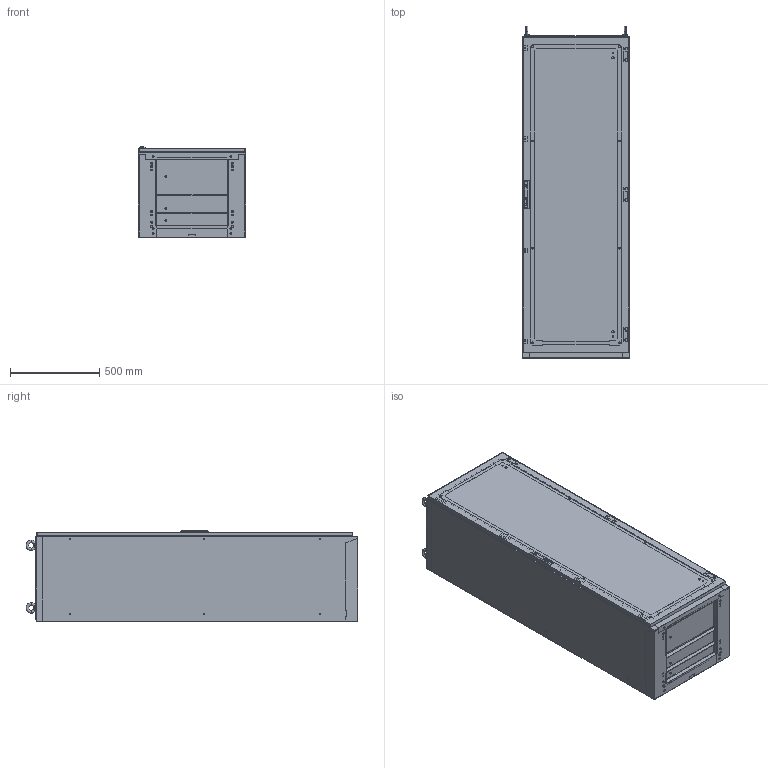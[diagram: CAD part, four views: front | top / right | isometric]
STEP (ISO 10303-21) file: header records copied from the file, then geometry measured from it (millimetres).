
FILE_DESCRIPTION (( 'STEP AP214' ), '1' );
FILE_NAME ('0390-6018-50-07.step', '2022-07-28T11:16:22', ( '' ), ( '' ), 'SwSTEP 2.0', 'SolidWorks 2019', '' );
FILE_SCHEMA (( 'AUTOMOTIVE_DESIGN' ));
Length unit declared in the file: millimetre
Products named in the file (5): Dachplatte_ss_0390-6000-50-07; Bodenplattensatz_s_0396-6000-50-03; TuerR_s_0395-6018-00-97; 0390-6018-50-07; Korpus_ss_6018-50
Assembly tree (4 placements, depth 2):
  0390-6018-50-07
    Korpus_ss_6018-50
    TuerR_s_0395-6018-00-97
    Dachplatte_ss_0390-6000-50-07
    Bodenplattensatz_s_0396-6000-50-03
Bounding box: 600 x 1857.99 x 507.5 mm (x, y, z)
Volume: 10319587 mm3; surface area: 11341283.4 mm2
Topology: 38 solids, 38 shells, 4062 faces, 10689 edges, 7062 vertices
Faces by surface type: plane 2232, cylinder 1628, cone 166, torus 24, bspline 12
Entity records: 154946 total; most frequent: CARTESIAN_POINT 23755, DIRECTION 22035, ORIENTED_EDGE 21378, EDGE_CURVE 10689, AXIS2_PLACEMENT_3D 7562, VERTEX_POINT 7062, LINE 6911, VECTOR 6911
